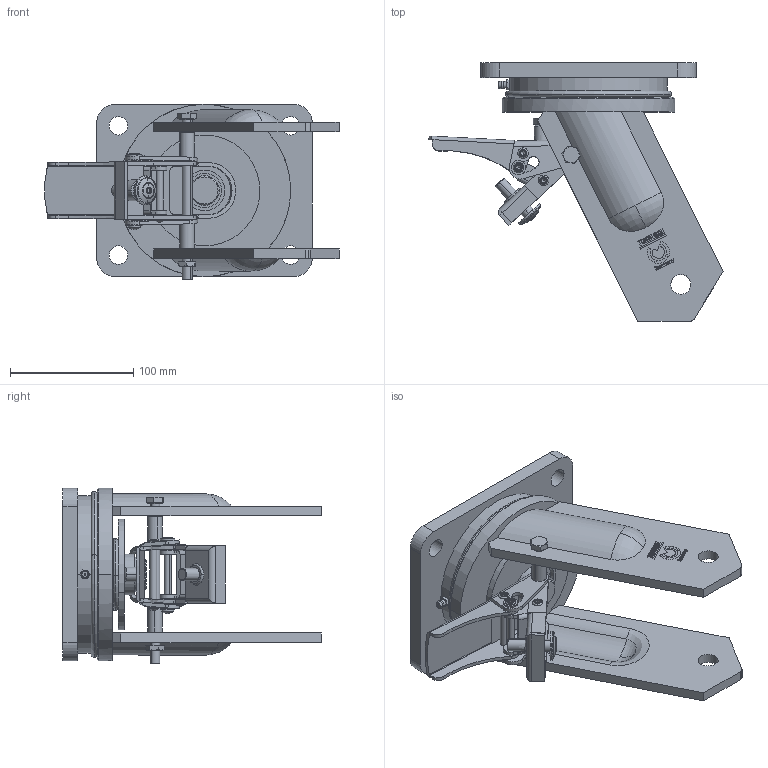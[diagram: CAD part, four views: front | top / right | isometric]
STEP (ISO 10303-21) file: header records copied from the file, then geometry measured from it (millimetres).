
FILE_DESCRIPTION (( 'STEP AP214' ), '1' );
FILE_NAME ('0019249.step', '2022-06-24T11:15:17', ( '' ), ( '' ), 'SwSTEP 2.0', 'SolidWorks 2020', '' );
FILE_SCHEMA (( 'AUTOMOTIVE_DESIGN' ));
Length unit declared in the file: millimetre
Products named in the file (1): 0019249
Bounding box: 238.92 x 209.94 x 142.5 mm (x, y, z)
Volume: 1024952.3 mm3; surface area: 243644.8 mm2
Topology: 26 solids, 26 shells, 983 faces, 2515 edges, 1632 vertices
Faces by surface type: plane 432, cylinder 225, bspline 220, cone 52, torus 46, sphere 8
Entity records: 35380 total; most frequent: CARTESIAN_POINT 12544, ORIENTED_EDGE 5002, DIRECTION 3979, EDGE_CURVE 2501, VERTEX_POINT 1630, VECTOR 1383, LINE 1383, AXIS2_PLACEMENT_3D 1298
